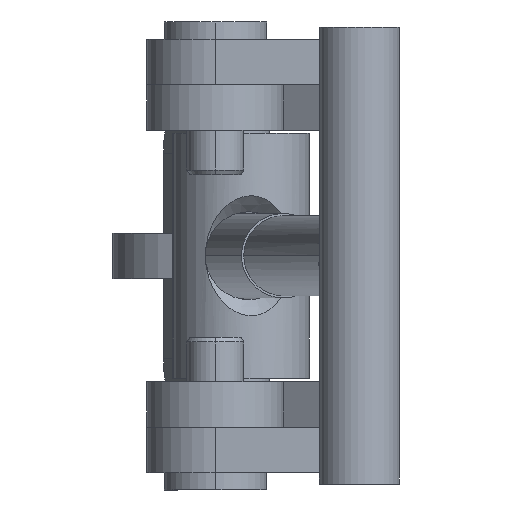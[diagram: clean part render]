
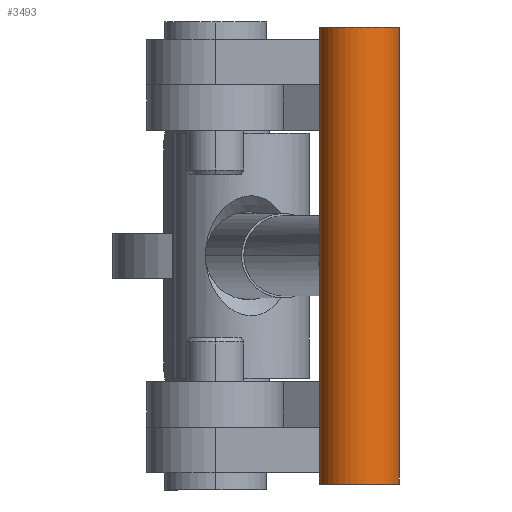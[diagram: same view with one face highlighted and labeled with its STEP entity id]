
A CAD part, left-side view. The second image highlights one B-rep face of the part: STEP entity #3493.
In plain terms, the highlighted cylindrical face has radius 3.5 mm (diameter 7 mm), a partial arc.
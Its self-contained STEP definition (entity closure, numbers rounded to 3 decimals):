
#2 = AXIS2_PLACEMENT_3D ( 'NONE', #4331, #679, #487 ) ;
#141 = ORIENTED_EDGE ( 'NONE', *, *, #3142, .T. ) ;
#175 = CARTESIAN_POINT ( 'NONE',  ( -20., 85., 3.5 ) ) ;
#210 = VECTOR ( 'NONE', #513, 1000. ) ;
#279 = DIRECTION ( 'NONE',  ( -1., 0., 0. ) ) ;
#376 = VERTEX_POINT ( 'NONE', #4123 ) ;
#393 = AXIS2_PLACEMENT_3D ( 'NONE', #3080, #1708, #3116 ) ;
#486 = AXIS2_PLACEMENT_3D ( 'NONE', #1282, #1344, #1359 ) ;
#487 = DIRECTION ( 'NONE',  ( 0., 0., -1. ) ) ;
#513 = DIRECTION ( 'NONE',  ( -1., 0., 0. ) ) ;
#598 = VERTEX_POINT ( 'NONE', #839 ) ;
#634 = CIRCLE ( 'NONE', #2, 3.5 ) ;
#679 = DIRECTION ( 'NONE',  ( 1., 0., 0. ) ) ;
#730 = EDGE_LOOP ( 'NONE', ( #2017, #2871, #3743, #141, #3237, #2806 ) ) ;
#818 = VECTOR ( 'NONE', #3017, 1000. ) ;
#839 = CARTESIAN_POINT ( 'NONE',  ( 0., 85., -3.5 ) ) ;
#919 = CARTESIAN_POINT ( 'NONE',  ( 20., 85., -3.5 ) ) ;
#968 = EDGE_CURVE ( 'NONE', #2242, #2372, #4032, .T. ) ;
#1006 = VECTOR ( 'NONE', #279, 1000. ) ;
#1069 = LINE ( 'NONE', #2384, #1006 ) ;
#1084 = CARTESIAN_POINT ( 'NONE',  ( 20., 85., 3.5 ) ) ;
#1110 = LINE ( 'NONE', #2099, #1494 ) ;
#1244 = LINE ( 'NONE', #3313, #818 ) ;
#1282 = CARTESIAN_POINT ( 'NONE',  ( 20., 85., 0. ) ) ;
#1344 = DIRECTION ( 'NONE',  ( 1., 0., 0. ) ) ;
#1359 = DIRECTION ( 'NONE',  ( 0., 0., -1. ) ) ;
#1494 = VECTOR ( 'NONE', #3254, 1000. ) ;
#1653 = CARTESIAN_POINT ( 'NONE',  ( -20., 85., -3.5 ) ) ;
#1708 = DIRECTION ( 'NONE',  ( -1., 0., 0. ) ) ;
#2017 = ORIENTED_EDGE ( 'NONE', *, *, #968, .F. ) ;
#2033 = VERTEX_POINT ( 'NONE', #175 ) ;
#2045 = EDGE_CURVE ( 'NONE', #2372, #376, #3000, .T. ) ;
#2099 = CARTESIAN_POINT ( 'NONE',  ( 20., 85., -3.5 ) ) ;
#2242 = VERTEX_POINT ( 'NONE', #919 ) ;
#2372 = VERTEX_POINT ( 'NONE', #2481 ) ;
#2384 = CARTESIAN_POINT ( 'NONE',  ( 20., 85., -3.5 ) ) ;
#2411 = EDGE_CURVE ( 'NONE', #376, #2033, #1244, .T. ) ;
#2481 = CARTESIAN_POINT ( 'NONE',  ( 20., 85., 3.5 ) ) ;
#2589 = EDGE_CURVE ( 'NONE', #598, #3702, #1069, .T. ) ;
#2806 = ORIENTED_EDGE ( 'NONE', *, *, #2045, .F. ) ;
#2871 = ORIENTED_EDGE ( 'NONE', *, *, #3167, .T. ) ;
#3000 = LINE ( 'NONE', #1084, #210 ) ;
#3017 = DIRECTION ( 'NONE',  ( -1., 0., 0. ) ) ;
#3080 = CARTESIAN_POINT ( 'NONE',  ( 20., 85., 0. ) ) ;
#3116 = DIRECTION ( 'NONE',  ( 0., 0., 1. ) ) ;
#3142 = EDGE_CURVE ( 'NONE', #3702, #2033, #634, .T. ) ;
#3167 = EDGE_CURVE ( 'NONE', #2242, #598, #1110, .T. ) ;
#3237 = ORIENTED_EDGE ( 'NONE', *, *, #2411, .F. ) ;
#3254 = DIRECTION ( 'NONE',  ( -1., 0., 0. ) ) ;
#3313 = CARTESIAN_POINT ( 'NONE',  ( 20., 85., 3.5 ) ) ;
#3362 = CYLINDRICAL_SURFACE ( 'NONE', #393, 3.5 ) ;
#3493 = ADVANCED_FACE ( 'NONE', ( #3687 ), #3362, .T. ) ;
#3687 = FACE_OUTER_BOUND ( 'NONE', #730, .T. ) ;
#3702 = VERTEX_POINT ( 'NONE', #1653 ) ;
#3743 = ORIENTED_EDGE ( 'NONE', *, *, #2589, .T. ) ;
#4032 = CIRCLE ( 'NONE', #486, 3.5 ) ;
#4123 = CARTESIAN_POINT ( 'NONE',  ( 0., 85., 3.5 ) ) ;
#4331 = CARTESIAN_POINT ( 'NONE',  ( -20., 85., 0. ) ) ;
